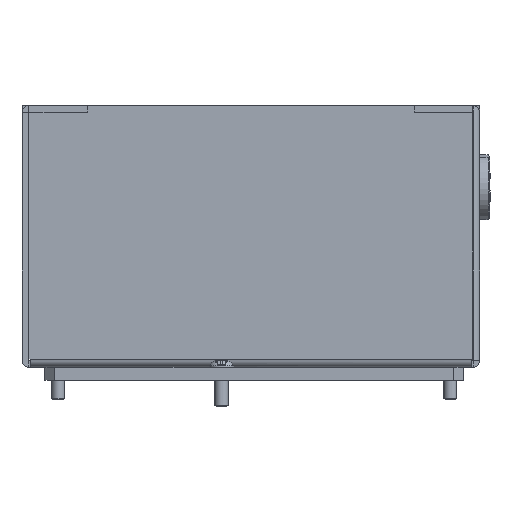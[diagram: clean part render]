
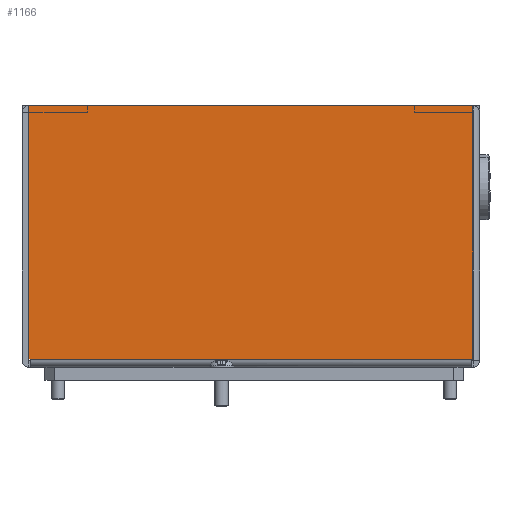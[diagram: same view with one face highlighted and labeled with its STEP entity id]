
A CAD part, left-side view. The second image highlights one B-rep face of the part: STEP entity #1166.
In plain terms, the highlighted face is planar.
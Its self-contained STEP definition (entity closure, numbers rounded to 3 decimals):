
#18 = ORIENTED_EDGE ( 'NONE', *, *, #4149, .F. ) ;
#110 = VERTEX_POINT ( 'NONE', #1390 ) ;
#328 = EDGE_LOOP ( 'NONE', ( #1898, #462, #18, #3131, #4925, #6868, #6678 ) ) ;
#462 = ORIENTED_EDGE ( 'NONE', *, *, #7205, .T. ) ;
#486 = LINE ( 'NONE', #9973, #7239 ) ;
#496 = VERTEX_POINT ( 'NONE', #8066 ) ;
#724 = EDGE_CURVE ( 'NONE', #9855, #2571, #959, .T. ) ;
#959 = LINE ( 'NONE', #2589, #4530 ) ;
#1004 = DIRECTION ( 'NONE',  ( 0., 1., 0. ) ) ;
#1166 = ADVANCED_FACE ( 'NONE', ( #7626 ), #5971, .F. ) ;
#1262 = DIRECTION ( 'NONE',  ( 0., -1., 0. ) ) ;
#1390 = CARTESIAN_POINT ( 'NONE',  ( 237., 2.5, 77.9 ) ) ;
#1898 = ORIENTED_EDGE ( 'NONE', *, *, #9023, .T. ) ;
#1951 = CARTESIAN_POINT ( 'NONE',  ( 237., 137.999, 77.5 ) ) ;
#2571 = VERTEX_POINT ( 'NONE', #5091 ) ;
#2589 = CARTESIAN_POINT ( 'NONE',  ( 237., 0., 0. ) ) ;
#2613 = VECTOR ( 'NONE', #5613, 1000. ) ;
#3037 = LINE ( 'NONE', #6241, #9783 ) ;
#3131 = ORIENTED_EDGE ( 'NONE', *, *, #8857, .T. ) ;
#4149 = EDGE_CURVE ( 'NONE', #110, #5433, #4655, .T. ) ;
#4530 = VECTOR ( 'NONE', #1004, 1000. ) ;
#4655 = LINE ( 'NONE', #8722, #8503 ) ;
#4919 = CARTESIAN_POINT ( 'NONE',  ( 237., 2.5, 77.5 ) ) ;
#4925 = ORIENTED_EDGE ( 'NONE', *, *, #4983, .T. ) ;
#4983 = EDGE_CURVE ( 'NONE', #496, #9855, #6341, .T. ) ;
#5091 = CARTESIAN_POINT ( 'NONE',  ( 237., 137.999, 0. ) ) ;
#5303 = CARTESIAN_POINT ( 'NONE',  ( 237., 137.5, 77.5 ) ) ;
#5332 = VERTEX_POINT ( 'NONE', #9550 ) ;
#5433 = VERTEX_POINT ( 'NONE', #4919 ) ;
#5454 = DIRECTION ( 'NONE',  ( 0., 0., -1. ) ) ;
#5613 = DIRECTION ( 'NONE',  ( 0., 0., -1. ) ) ;
#5862 = DIRECTION ( 'NONE',  ( 0., -1., 0. ) ) ;
#5971 = PLANE ( 'NONE',  #7062 ) ;
#6241 = CARTESIAN_POINT ( 'NONE',  ( 237., 137.999, 80. ) ) ;
#6341 = LINE ( 'NONE', #10363, #2613 ) ;
#6678 = ORIENTED_EDGE ( 'NONE', *, *, #10077, .F. ) ;
#6868 = ORIENTED_EDGE ( 'NONE', *, *, #724, .T. ) ;
#7060 = VECTOR ( 'NONE', #7893, 1000. ) ;
#7062 = AXIS2_PLACEMENT_3D ( 'NONE', #8476, #9209, #5862 ) ;
#7175 = VECTOR ( 'NONE', #1262, 1000. ) ;
#7205 = EDGE_CURVE ( 'NONE', #5332, #5433, #7692, .T. ) ;
#7239 = VECTOR ( 'NONE', #7549, 1000. ) ;
#7549 = DIRECTION ( 'NONE',  ( 0., -1., 0. ) ) ;
#7626 = FACE_OUTER_BOUND ( 'NONE', #328, .T. ) ;
#7692 = LINE ( 'NONE', #5303, #7175 ) ;
#7842 = LINE ( 'NONE', #10171, #7060 ) ;
#7893 = DIRECTION ( 'NONE',  ( 0., -1., 0. ) ) ;
#7982 = DIRECTION ( 'NONE',  ( 0., 0., -1. ) ) ;
#8066 = CARTESIAN_POINT ( 'NONE',  ( 237., 2.1, 77.9 ) ) ;
#8476 = CARTESIAN_POINT ( 'NONE',  ( 237., 0., 80. ) ) ;
#8503 = VECTOR ( 'NONE', #7982, 1000. ) ;
#8722 = CARTESIAN_POINT ( 'NONE',  ( 237., 2.5, 80. ) ) ;
#8857 = EDGE_CURVE ( 'NONE', #110, #496, #486, .T. ) ;
#9023 = EDGE_CURVE ( 'NONE', #9912, #5332, #7842, .T. ) ;
#9209 = DIRECTION ( 'NONE',  ( -1., 0., 0. ) ) ;
#9550 = CARTESIAN_POINT ( 'NONE',  ( 237., 137.5, 77.5 ) ) ;
#9704 = CARTESIAN_POINT ( 'NONE',  ( 237., 2.1, 0. ) ) ;
#9783 = VECTOR ( 'NONE', #5454, 1000. ) ;
#9855 = VERTEX_POINT ( 'NONE', #9704 ) ;
#9912 = VERTEX_POINT ( 'NONE', #1951 ) ;
#9973 = CARTESIAN_POINT ( 'NONE',  ( 237., 2.5, 77.9 ) ) ;
#10077 = EDGE_CURVE ( 'NONE', #9912, #2571, #3037, .T. ) ;
#10171 = CARTESIAN_POINT ( 'NONE',  ( 237., 0., 77.5 ) ) ;
#10363 = CARTESIAN_POINT ( 'NONE',  ( 237., 2.1, 80. ) ) ;
